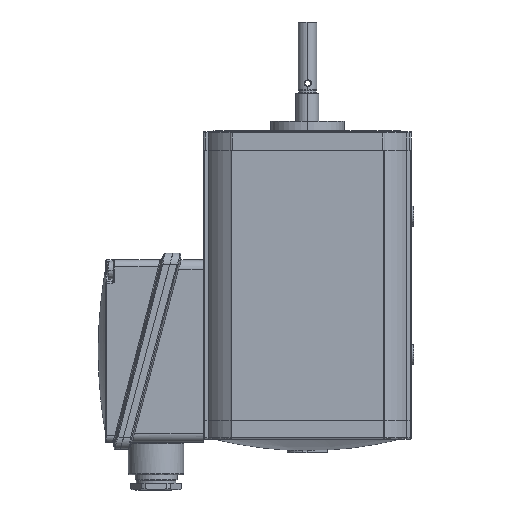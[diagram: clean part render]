
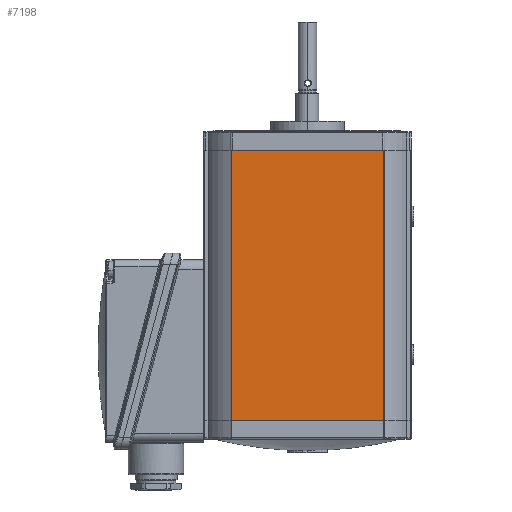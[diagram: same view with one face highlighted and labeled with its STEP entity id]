
A CAD part, left-side view. The second image highlights one B-rep face of the part: STEP entity #7198.
In plain terms, the highlighted planar face has unit normal (-1, 0, 0).
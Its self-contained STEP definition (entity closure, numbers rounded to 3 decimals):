
#5774 = ORIENTED_EDGE ( 'NONE', *, *, #7565, .T. ) ;
#5775 = ORIENTED_EDGE ( 'NONE', *, *, #7566, .F. ) ;
#5776 = ORIENTED_EDGE ( 'NONE', *, *, #7568, .F. ) ;
#5777 = ORIENTED_EDGE ( 'NONE', *, *, #7567, .F. ) ;
#6424 = EDGE_LOOP ( 'NONE', ( #5777, #5776, #5775, #5774 ) ) ;
#7198 = ADVANCED_FACE ( 'NONE', ( #22243 ), #25065, .F. ) ;
#7565 = EDGE_CURVE ( 'NONE', #9285, #9278, #27783, .T. ) ;
#7566 = EDGE_CURVE ( 'NONE', #9285, #9283, #27789, .T. ) ;
#7567 = EDGE_CURVE ( 'NONE', #9276, #9278, #27788, .T. ) ;
#7568 = EDGE_CURVE ( 'NONE', #9283, #9276, #27791, .T. ) ;
#9276 = VERTEX_POINT ( 'NONE', #29857 ) ;
#9278 = VERTEX_POINT ( 'NONE', #29859 ) ;
#9283 = VERTEX_POINT ( 'NONE', #29864 ) ;
#9285 = VERTEX_POINT ( 'NONE', #29866 ) ;
#20652 = AXIS2_PLACEMENT_3D ( 'NONE', #25060, #25068, #25069 ) ;
#22243 = FACE_OUTER_BOUND ( 'NONE', #6424, .T. ) ;
#25060 = CARTESIAN_POINT ( 'NONE',  ( -45., 45., 119. ) ) ;
#25065 = PLANE ( 'NONE',  #20652 ) ;
#25068 = DIRECTION ( 'NONE',  ( 1., 0., 0. ) ) ;
#25069 = DIRECTION ( 'NONE',  ( 0., 1., 0. ) ) ;
#27083 = CARTESIAN_POINT ( 'NONE',  ( -45., 45., 1. ) ) ;
#27107 = CARTESIAN_POINT ( 'NONE',  ( -45., -33., 0. ) ) ;
#27108 = DIRECTION ( 'NONE',  ( 0., 0., 1. ) ) ;
#27109 = DIRECTION ( 'NONE',  ( 0., 1., 0. ) ) ;
#27110 = CARTESIAN_POINT ( 'NONE',  ( -45., 45., 118. ) ) ;
#27111 = DIRECTION ( 'NONE',  ( 0., -1., 0. ) ) ;
#27112 = CARTESIAN_POINT ( 'NONE',  ( -45., 33., 0. ) ) ;
#27113 = DIRECTION ( 'NONE',  ( 0., 0., 1. ) ) ;
#27783 = LINE ( 'NONE', #27107, #27787 ) ;
#27787 = VECTOR ( 'NONE', #27108, 1000. ) ;
#27788 = LINE ( 'NONE', #27110, #27792 ) ;
#27789 = LINE ( 'NONE', #27083, #27790 ) ;
#27790 = VECTOR ( 'NONE', #27109, 1000. ) ;
#27791 = LINE ( 'NONE', #27112, #27794 ) ;
#27792 = VECTOR ( 'NONE', #27111, 1000. ) ;
#27794 = VECTOR ( 'NONE', #27113, 1000. ) ;
#29857 = CARTESIAN_POINT ( 'NONE',  ( -45., 33., 118. ) ) ;
#29859 = CARTESIAN_POINT ( 'NONE',  ( -45., -33., 118. ) ) ;
#29864 = CARTESIAN_POINT ( 'NONE',  ( -45., 33., 1. ) ) ;
#29866 = CARTESIAN_POINT ( 'NONE',  ( -45., -33., 1. ) ) ;
